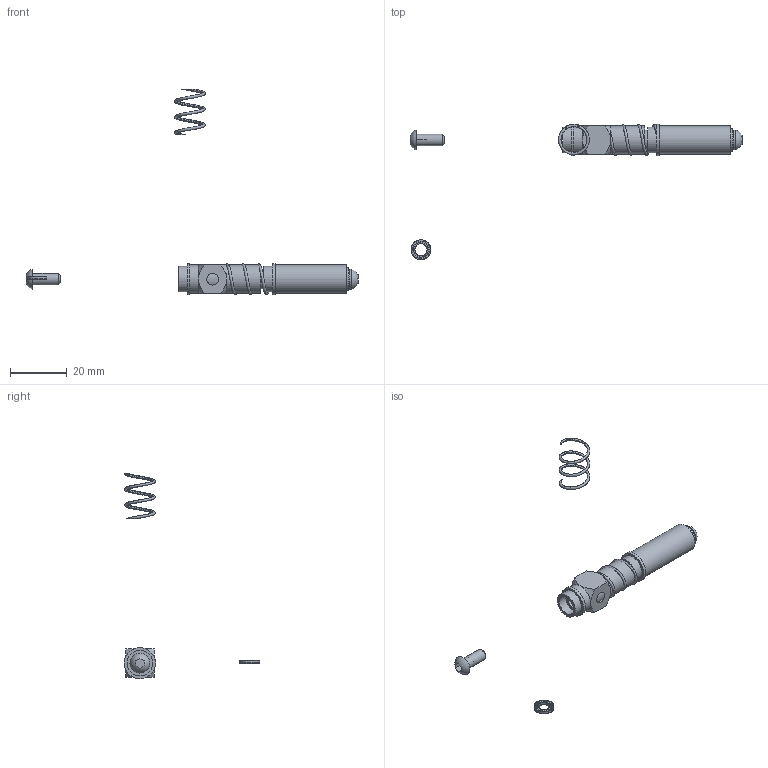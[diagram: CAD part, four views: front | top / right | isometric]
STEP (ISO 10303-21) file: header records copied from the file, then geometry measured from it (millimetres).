
FILE_DESCRIPTION( ( 'STEP AP214' ), '1' );
FILE_NAME( 'CA.GGD.10050510.stp', '2014-07-04T07:52:54', ( ' ' ), ( ' ' ), 'XStep 1.0', ' ', ' ' );
FILE_SCHEMA( ( 'CONFIG_CONTROL_DESIGN) ( )' ) );
Length unit declared in the file: metre
Products named in the file (8): Assem1; GGD.10.2; M.10X25; GGD.10.05.05; GGD.10.10; R.4; R.4.SCH; V.TBCE4x10.BUTT
Bounding box: 116.84 x 47.64 x 72.35 mm (x, y, z)
Volume: 7447.3 mm3; surface area: 9498.9 mm2
Topology: 12 solids, 14 shells, 510 faces, 1404 edges, 930 vertices
Faces by surface type: plane 444, cylinder 40, cone 20, bspline 2, sphere 2, torus 2
Full cylindrical faces by diameter (mm): 3.242 x2, 3.5 x2, 4 x4, 4.134 x6, 4.3 x4, 5 x2, 6.85 x2, 7 x4, 8 x2, 9 x4, 10 x4, 11 x2
Entity records: 8895 total; most frequent: CARTESIAN_POINT 2152, DIRECTION 1416, ORIENTED_EDGE 1334, EDGE_CURVE 667, AXIS2_PLACEMENT_3D 508, VERTEX_POINT 455, LINE 400, VECTOR 400
